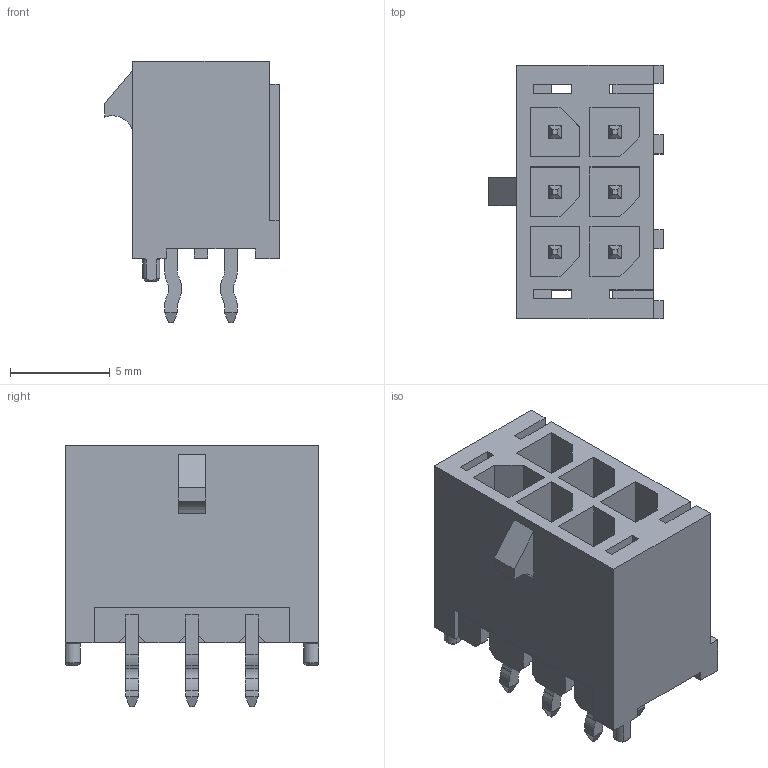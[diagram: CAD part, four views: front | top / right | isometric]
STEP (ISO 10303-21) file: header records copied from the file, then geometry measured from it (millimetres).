
FILE_DESCRIPTION(/* description */ ('Unknown'),/* implementation_level */ '2;1');
FILE_NAME(/* name */ '66200621122',/* time_stamp */ '2022-01-10T16:28:27+01:00',/* author */ ('Unknown'),/* organization */ ('Unknown'),/* preprocessor_version */ 'ST-DEVELOPER v16.7',/* originating_system */ 'Solid Edge',/* authorisation */ 'Unknown');
FILE_SCHEMA (('AUTOMOTIVE_DESIGN {1 0 10303 214 3 1 1}'));
Length unit declared in the file: millimetre
Products named in the file (3): 6620xx21122; 66200621122; 6620xx21122_PIN
Assembly tree (7 placements, depth 2):
  6620xx21122
    66200621122
    6620xx21122_PIN  x6
Bounding box: 8.76 x 12.7 x 13.1 mm (x, y, z)
Volume: 569.1 mm3; surface area: 1413.3 mm2
Topology: 7 solids, 7 shells, 377 faces, 1080 edges, 702 vertices
Faces by surface type: plane 330, cylinder 41, cone 6
Entity records: 8476 total; most frequent: CARTESIAN_POINT 1561, ORIENTED_EDGE 1512, DIRECTION 1278, EDGE_CURVE 756, LINE 712, VECTOR 712, VERTEX_POINT 500, AXIS2_PLACEMENT_3D 283
